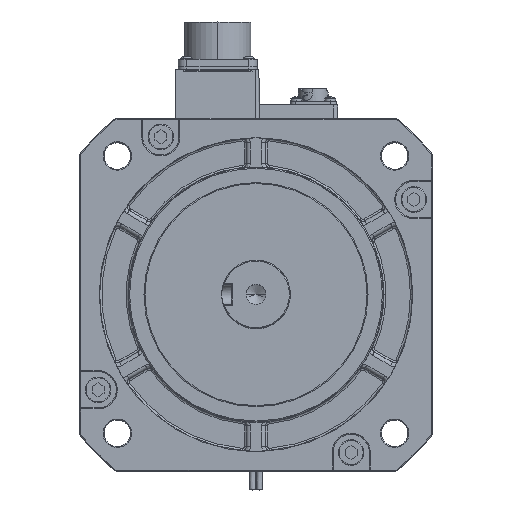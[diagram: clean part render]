
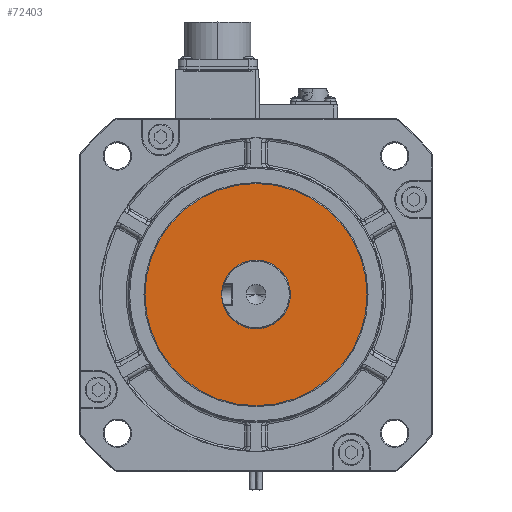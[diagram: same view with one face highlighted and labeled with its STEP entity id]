
A CAD part, top view. The second image highlights one B-rep face of the part: STEP entity #72403.
In plain terms, the highlighted planar face has unit normal (0, 0, 1).
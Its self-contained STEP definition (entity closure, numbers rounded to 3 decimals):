
#1871 = DIRECTION ( 'NONE',  ( 1., 0., 0. ) ) ;
#2234 = CIRCLE ( 'NONE', #56276, 17.471 ) ;
#3315 = DIRECTION ( 'NONE',  ( 1., 0., 0. ) ) ;
#6185 = DIRECTION ( 'NONE',  ( 0., 0., 1. ) ) ;
#6379 = CIRCLE ( 'NONE', #49117, 17.471 ) ;
#7474 = AXIS2_PLACEMENT_3D ( 'NONE', #70620, #30760, #1871 ) ;
#12973 = VERTEX_POINT ( 'NONE', #47139 ) ;
#17360 = VERTEX_POINT ( 'NONE', #53244 ) ;
#23391 = EDGE_LOOP ( 'NONE', ( #54438, #47949 ) ) ;
#25233 = ORIENTED_EDGE ( 'NONE', *, *, #32772, .T. ) ;
#26937 = VERTEX_POINT ( 'NONE', #47008 ) ;
#28573 = AXIS2_PLACEMENT_3D ( 'NONE', #59448, #36547, #42374 ) ;
#29511 = DIRECTION ( 'NONE',  ( -1., 0., 0. ) ) ;
#29991 = FACE_BOUND ( 'NONE', #23391, .T. ) ;
#30760 = DIRECTION ( 'NONE',  ( 0., 0., 1. ) ) ;
#32772 = EDGE_CURVE ( 'NONE', #54357, #26937, #44383, .T. ) ;
#36547 = DIRECTION ( 'NONE',  ( 0., 0., 1. ) ) ;
#38046 = DIRECTION ( 'NONE',  ( 0., 0., 1. ) ) ;
#39402 = EDGE_CURVE ( 'NONE', #26937, #54357, #71049, .T. ) ;
#42374 = DIRECTION ( 'NONE',  ( 1., 0., 0. ) ) ;
#44383 = CIRCLE ( 'NONE', #7474, 56.65 ) ;
#45230 = AXIS2_PLACEMENT_3D ( 'NONE', #72574, #38046, #3315 ) ;
#46864 = CARTESIAN_POINT ( 'NONE',  ( 0., 0., 67.7 ) ) ;
#47008 = CARTESIAN_POINT ( 'NONE',  ( -56.65, 0., 67.7 ) ) ;
#47095 = DIRECTION ( 'NONE',  ( 0., 0., 1. ) ) ;
#47139 = CARTESIAN_POINT ( 'NONE',  ( 17.471, 0., 67.7 ) ) ;
#47949 = ORIENTED_EDGE ( 'NONE', *, *, #63483, .F. ) ;
#48493 = EDGE_CURVE ( 'NONE', #12973, #17360, #6379, .T. ) ;
#49117 = AXIS2_PLACEMENT_3D ( 'NONE', #58506, #6185, #29511 ) ;
#53244 = CARTESIAN_POINT ( 'NONE',  ( -17.471, 0., 67.7 ) ) ;
#54357 = VERTEX_POINT ( 'NONE', #57068 ) ;
#54438 = ORIENTED_EDGE ( 'NONE', *, *, #48493, .F. ) ;
#56276 = AXIS2_PLACEMENT_3D ( 'NONE', #46864, #47095, #64177 ) ;
#57068 = CARTESIAN_POINT ( 'NONE',  ( 56.65, 0., 67.7 ) ) ;
#58506 = CARTESIAN_POINT ( 'NONE',  ( 0., 0., 67.7 ) ) ;
#59448 = CARTESIAN_POINT ( 'NONE',  ( 52.5, 0., 67.7 ) ) ;
#63483 = EDGE_CURVE ( 'NONE', #17360, #12973, #2234, .T. ) ;
#64177 = DIRECTION ( 'NONE',  ( -1., 0., 0. ) ) ;
#65486 = PLANE ( 'NONE',  #28573 ) ;
#69329 = ORIENTED_EDGE ( 'NONE', *, *, #39402, .T. ) ;
#70364 = EDGE_LOOP ( 'NONE', ( #69329, #25233 ) ) ;
#70620 = CARTESIAN_POINT ( 'NONE',  ( 0., 0., 67.7 ) ) ;
#71049 = CIRCLE ( 'NONE', #45230, 56.65 ) ;
#72403 = ADVANCED_FACE ( 'NONE', ( #29991, #74261 ), #65486, .T. ) ;
#72574 = CARTESIAN_POINT ( 'NONE',  ( 0., 0., 67.7 ) ) ;
#74261 = FACE_OUTER_BOUND ( 'NONE', #70364, .T. ) ;
